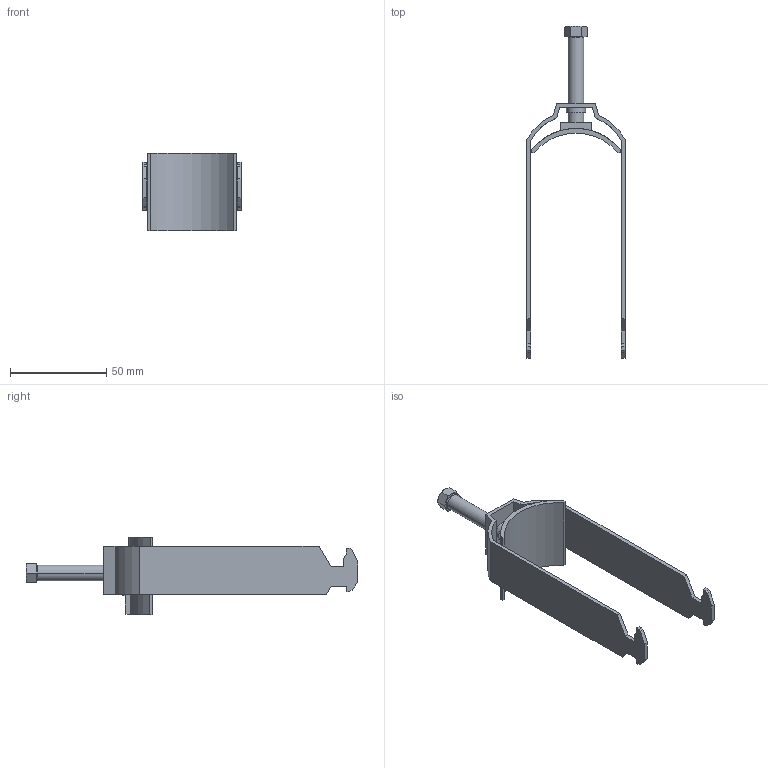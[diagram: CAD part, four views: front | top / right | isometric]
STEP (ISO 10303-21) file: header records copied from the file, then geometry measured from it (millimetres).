
FILE_DESCRIPTION (( 'STEP AP214' ), '1' );
FILE_NAME ('1186443.STEP', '2023-09-06T07:12:22', ( '' ), ( '' ), 'SwSTEP 2.0', 'SolidWorks 2022', '' );
FILE_SCHEMA (( 'AUTOMOTIVE_DESIGN' ));
Length unit declared in the file: millimetre
Products named in the file (5): EB104-08-02_Einspritzpunkt Links; 157097_2Fach; EB101-00-04_Standard; 142313_Druckschraube - M8 x 45; 1186443
Assembly tree (4 placements, depth 2):
  1186443
    157097_2Fach
    142313_Druckschraube - M8 x 45
    EB101-00-04_Standard
    EB104-08-02_Einspritzpunkt Links
Bounding box: 51 x 172.25 x 40.07 mm (x, y, z)
Volume: 21937.7 mm3; surface area: 22689.7 mm2
Topology: 4 solids, 4 shells, 276 faces, 710 edges, 466 vertices
Faces by surface type: plane 191, cylinder 36, bspline 33, cone 12, torus 4
Entity records: 10462 total; most frequent: CARTESIAN_POINT 3246, ORIENTED_EDGE 1412, DIRECTION 1226, EDGE_CURVE 706, VECTOR 510, LINE 510, VERTEX_POINT 466, AXIS2_PLACEMENT_3D 358
